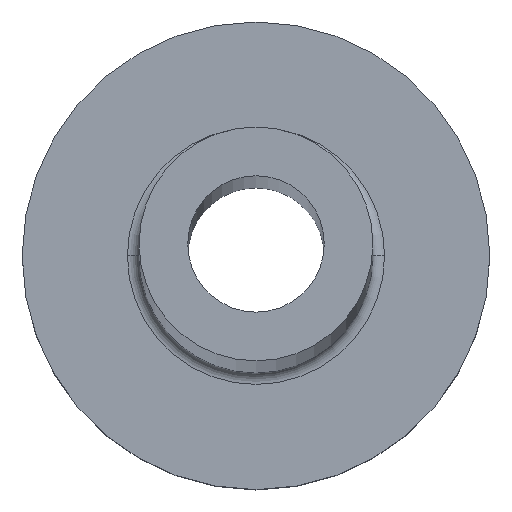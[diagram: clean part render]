
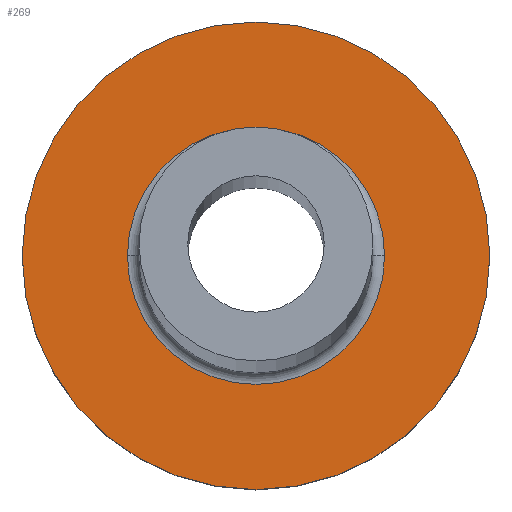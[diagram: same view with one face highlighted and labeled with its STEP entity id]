
A CAD part, top view. The second image highlights one B-rep face of the part: STEP entity #269.
In plain terms, the highlighted planar face has unit normal (0, 0, 1).
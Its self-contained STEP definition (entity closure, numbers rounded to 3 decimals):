
#37 = EDGE_LOOP ( 'NONE', ( #207, #204 ) ) ;
#38 = CIRCLE ( 'NONE', #325, 3.3 ) ;
#43 = CIRCLE ( 'NONE', #188, 6. ) ;
#52 = CARTESIAN_POINT ( 'NONE',  ( 6., 0., 5. ) ) ;
#54 = DIRECTION ( 'NONE',  ( 1., 0., 0. ) ) ;
#78 = FACE_OUTER_BOUND ( 'NONE', #329, .T. ) ;
#88 = VERTEX_POINT ( 'NONE', #218 ) ;
#110 = DIRECTION ( 'NONE',  ( 0., 0., -1. ) ) ;
#114 = DIRECTION ( 'NONE',  ( 0., 0., 1. ) ) ;
#127 = DIRECTION ( 'NONE',  ( 1., 0., 0. ) ) ;
#152 = DIRECTION ( 'NONE',  ( 0., 0., -1. ) ) ;
#163 = CARTESIAN_POINT ( 'NONE',  ( -6., 0., 5. ) ) ;
#177 = EDGE_CURVE ( 'NONE', #88, #272, #38, .T. ) ;
#181 = EDGE_CURVE ( 'NONE', #270, #292, #208, .T. ) ;
#188 = AXIS2_PLACEMENT_3D ( 'NONE', #320, #114, #376 ) ;
#193 = PLANE ( 'NONE',  #285 ) ;
#204 = ORIENTED_EDGE ( 'NONE', *, *, #177, .T. ) ;
#207 = ORIENTED_EDGE ( 'NONE', *, *, #308, .T. ) ;
#208 = CIRCLE ( 'NONE', #258, 6. ) ;
#218 = CARTESIAN_POINT ( 'NONE',  ( -3.3, 0., 5. ) ) ;
#232 = EDGE_CURVE ( 'NONE', #292, #270, #43, .T. ) ;
#249 = DIRECTION ( 'NONE',  ( 0., 0., 1. ) ) ;
#258 = AXIS2_PLACEMENT_3D ( 'NONE', #307, #249, #366 ) ;
#269 = ADVANCED_FACE ( 'NONE', ( #377, #78 ), #193, .T. ) ;
#270 = VERTEX_POINT ( 'NONE', #52 ) ;
#272 = VERTEX_POINT ( 'NONE', #313 ) ;
#274 = ORIENTED_EDGE ( 'NONE', *, *, #232, .T. ) ;
#282 = CARTESIAN_POINT ( 'NONE',  ( 0., 0., 5. ) ) ;
#285 = AXIS2_PLACEMENT_3D ( 'NONE', #317, #314, #54 ) ;
#292 = VERTEX_POINT ( 'NONE', #163 ) ;
#304 = AXIS2_PLACEMENT_3D ( 'NONE', #373, #110, #315 ) ;
#307 = CARTESIAN_POINT ( 'NONE',  ( 0., 0., 5. ) ) ;
#308 = EDGE_CURVE ( 'NONE', #272, #88, #335, .T. ) ;
#313 = CARTESIAN_POINT ( 'NONE',  ( 3.3, 0., 5. ) ) ;
#314 = DIRECTION ( 'NONE',  ( 0., 0., 1. ) ) ;
#315 = DIRECTION ( 'NONE',  ( 1., 0., 0. ) ) ;
#317 = CARTESIAN_POINT ( 'NONE',  ( 0., 0., 5. ) ) ;
#320 = CARTESIAN_POINT ( 'NONE',  ( 0., 0., 5. ) ) ;
#323 = ORIENTED_EDGE ( 'NONE', *, *, #181, .T. ) ;
#325 = AXIS2_PLACEMENT_3D ( 'NONE', #282, #152, #127 ) ;
#329 = EDGE_LOOP ( 'NONE', ( #274, #323 ) ) ;
#335 = CIRCLE ( 'NONE', #304, 3.3 ) ;
#366 = DIRECTION ( 'NONE',  ( 1., 0., 0. ) ) ;
#373 = CARTESIAN_POINT ( 'NONE',  ( 0., 0., 5. ) ) ;
#376 = DIRECTION ( 'NONE',  ( 1., 0., 0. ) ) ;
#377 = FACE_BOUND ( 'NONE', #37, .T. ) ;
